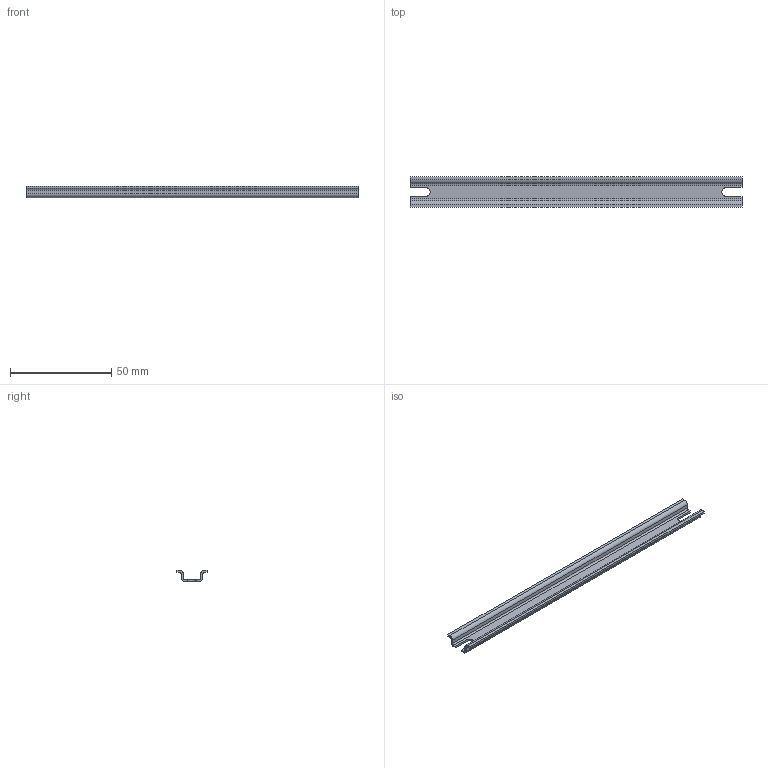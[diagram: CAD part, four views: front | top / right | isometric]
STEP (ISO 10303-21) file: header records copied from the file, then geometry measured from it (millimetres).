
FILE_DESCRIPTION(('CATIA V5R24 STEP','CAx-IF Rec.Pracs.--- Model Styling and Organization---1.2---2011-12-15'),'2;1');
FILE_NAME ('D1464034_0', '2018-06-06T13:12:00+00:00', ('Weidmueller Interface'), ('Weidmueller'), 'CATIA Version 5-6 Release 2014 SP4 HF52', 'CATIA V5 STEP AP214', 'none');
FILE_SCHEMA(('AUTOMOTIVE_DESIGN { 1 0 10303 214 1 1 1 1 }'));
Length unit declared in the file: millimetre
Products named in the file (1): 8000003887_TS15_164_K31CSS  
Bounding box: 164 x 15 x 5.5 mm (x, y, z)
Volume: 3484.3 mm3; surface area: 7376.3 mm2
Topology: 1 solids, 1 shells, 30 faces, 84 edges, 56 vertices
Faces by surface type: plane 20, cylinder 10
Entity records: 939 total; most frequent: ORIENTED_EDGE 168, CARTESIAN_POINT 165, DIRECTION 132, EDGE_CURVE 84, VECTOR 64, LINE 64, VERTEX_POINT 56, AXIS2_PLACEMENT_3D 45
